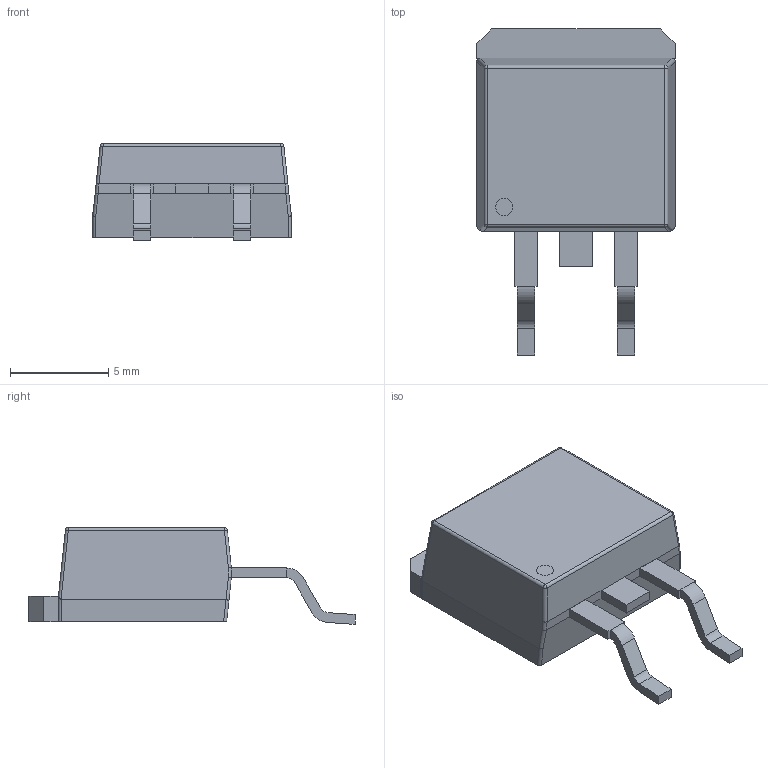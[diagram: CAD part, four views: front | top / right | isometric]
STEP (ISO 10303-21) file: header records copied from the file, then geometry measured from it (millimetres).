
FILE_DESCRIPTION (( 'STEP AP214' ), '1' );
FILE_NAME ('SBM3060VDC-AU_R2_006A1.STEP', '2023-07-05T05:26:51', ( '' ), ( '' ), 'SwSTEP 2.0', 'SolidWorks 2022', '' );
FILE_SCHEMA (( 'AUTOMOTIVE_DESIGN' ));
Length unit declared in the file: millimetre
Products named in the file (1): SBM3060VDC-AU_R2_006A1
Bounding box: 10.1 x 16.6 x 4.92 mm (x, y, z)
Volume: 431 mm3; surface area: 546.4 mm2
Topology: 5 solids, 5 shells, 97 faces, 232 edges, 146 vertices
Faces by surface type: plane 65, cylinder 28, sphere 4
Entity records: 3822 total; most frequent: CARTESIAN_POINT 540, ORIENTED_EDGE 464, DIRECTION 446, EDGE_CURVE 232, VECTOR 174, LINE 174, VERTEX_POINT 146, AXIS2_PLACEMENT_3D 136
